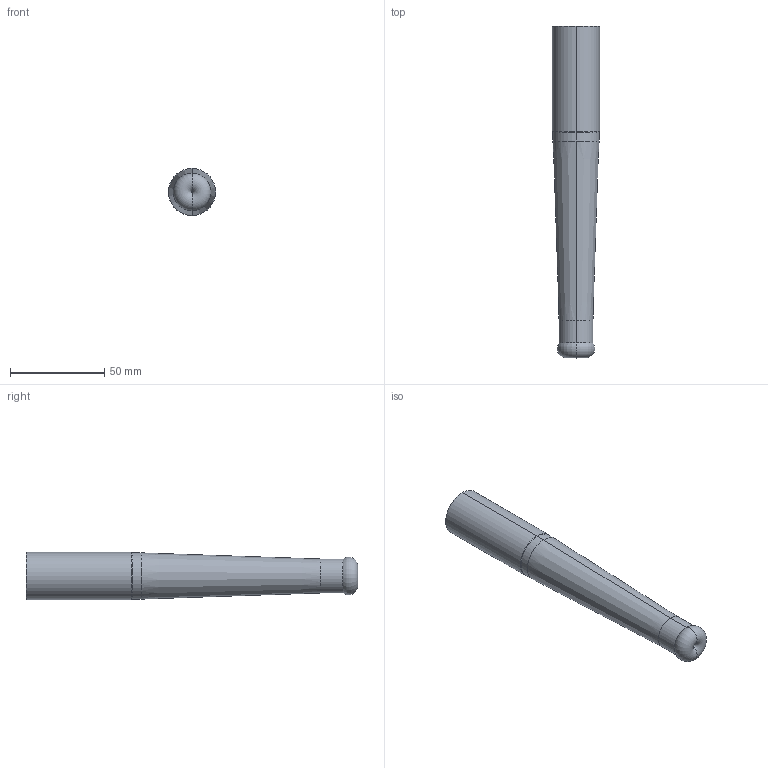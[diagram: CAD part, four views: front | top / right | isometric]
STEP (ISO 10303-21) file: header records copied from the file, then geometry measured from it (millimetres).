
FILE_DESCRIPTION (( 'STEP AP203' ), '1' );
FILE_NAME ('S806-20-120-02-10-.STEP', '2019-04-02T09:04:15', ( '' ), ( '' ), 'SwSTEP 2.0', 'SolidWorks 2018', '' );
FILE_SCHEMA (( 'CONFIG_CONTROL_DESIGN' ));
Length unit declared in the file: millimetre
Products named in the file (1): S806-20-120-02-10-
Bounding box: 25 x 176 x 25 mm (x, y, z)
Volume: 68961.1 mm3; surface area: 13023.8 mm2
Topology: 1 solids, 1 shells, 21 faces, 44 edges, 22 vertices
Faces by surface type: cone 10, cylinder 8, torus 2, plane 1
Entity records: 601 total; most frequent: DIRECTION 106, CARTESIAN_POINT 84, ORIENTED_EDGE 80, AXIS2_PLACEMENT_3D 44, EDGE_CURVE 40, VERTEX_POINT 22, CIRCLE 22, EDGE_LOOP 22
